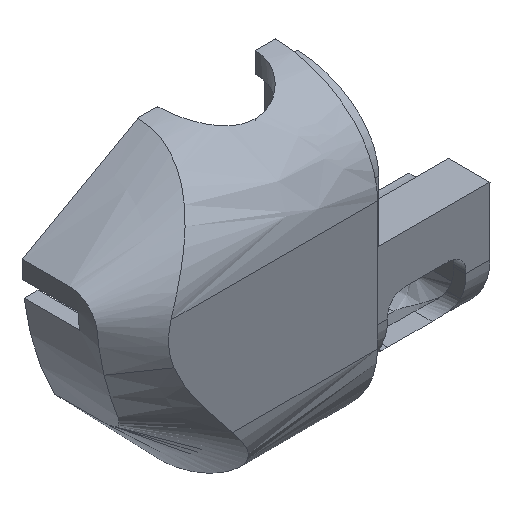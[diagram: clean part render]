
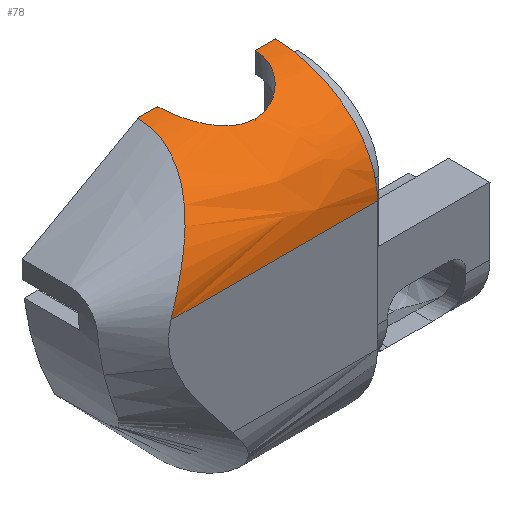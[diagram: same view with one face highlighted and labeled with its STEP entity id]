
A CAD part, isometric view. The second image highlights one B-rep face of the part: STEP entity #78.
In plain terms, the highlighted free-form (B-spline) face has degree [2, 1] with [3, 2] control points.
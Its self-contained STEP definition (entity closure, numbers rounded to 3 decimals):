
#78=ADVANCED_FACE('',(#159),#1368,.T.);
#159=FACE_OUTER_BOUND('',#240,.T.);
#240=EDGE_LOOP('',(#533,#534,#535,#536,#537,#538,#539));
#533=ORIENTED_EDGE('',*,*,#863,.T.);
#534=ORIENTED_EDGE('',*,*,#862,.T.);
#535=ORIENTED_EDGE('',*,*,#746,.T.);
#536=ORIENTED_EDGE('',*,*,#794,.T.);
#537=ORIENTED_EDGE('',*,*,#777,.F.);
#538=ORIENTED_EDGE('',*,*,#773,.F.);
#539=ORIENTED_EDGE('',*,*,#876,.T.);
#746=EDGE_CURVE('',#1210,#1209,#1026,.T.);
#773=EDGE_CURVE('',#1239,#1240,#963,.T.);
#777=EDGE_CURVE('',#1240,#1241,#967,.T.);
#794=EDGE_CURVE('',#1209,#1241,#1064,.T.);
#862=EDGE_CURVE('',#1296,#1210,#1109,.T.);
#863=EDGE_CURVE('',#1297,#1296,#1110,.T.);
#876=EDGE_CURVE('',#1239,#1297,#1121,.T.);
#963=(
BOUNDED_CURVE()
B_SPLINE_CURVE(2,(#4766,#4767,#4768),.UNSPECIFIED.,.F.,.F.)
B_SPLINE_CURVE_WITH_KNOTS((3,3),(111.278,127.771),
 .UNSPECIFIED.)
CURVE()
GEOMETRIC_REPRESENTATION_ITEM()
RATIONAL_B_SPLINE_CURVE((1.,0.707,1.))
REPRESENTATION_ITEM('')
);
#967=(
BOUNDED_CURVE()
B_SPLINE_CURVE(1,(#4779,#4780),.UNSPECIFIED.,.F.,.F.)
B_SPLINE_CURVE_WITH_KNOTS((2,2),(0.,10.27),.UNSPECIFIED.)
CURVE()
GEOMETRIC_REPRESENTATION_ITEM()
RATIONAL_B_SPLINE_CURVE((1.,1.))
REPRESENTATION_ITEM('')
);
#1026=B_SPLINE_CURVE_WITH_KNOTS('',1,(#4697,#4698),.UNSPECIFIED.,.F.,.F.,
(2,2),(-30.463,-28.213),.UNSPECIFIED.);
#1064=B_SPLINE_CURVE_WITH_KNOTS('',3,(#4856,#4857,#4858,#4859,#4860,#4861,
#4862,#4863,#4864,#4865,#4866,#4867,#4868,#4869,#4870,#4871,#4872,#4873,
#4874,#4875,#4876,#4877,#4878,#4879,#4880,#4881,#4882,#4883),
 .UNSPECIFIED.,.F.,.F.,(4,1,1,1,1,1,1,1,1,1,1,1,1,1,1,1,1,1,1,1,1,1,1,1,
1,4),(18.674,19.48,20.286,21.092,
21.898,22.704,23.509,24.315,25.121,
25.927,26.329,26.73,27.132,27.533,
27.935,28.336,28.738,29.139,29.541,
29.942,30.343,30.745,31.146,31.548,
31.949,32.271),.UNSPECIFIED.);
#1109=B_SPLINE_CURVE_WITH_KNOTS('',3,(#5424,#5425,#5426,#5427,#5428,#5429,
#5430,#5431,#5432,#5433,#5434),.UNSPECIFIED.,.F.,.F.,(4,2,3,2,4),(0.,2.188,
4.364,6.539,8.723),.UNSPECIFIED.);
#1110=B_SPLINE_CURVE_WITH_KNOTS('',3,(#5435,#5436,#5437,#5438,#5439,#5440,
#5441,#5442,#5443,#5444,#5445),.UNSPECIFIED.,.F.,.F.,(4,2,3,2,4),(0.,
2.183,4.358,6.534,8.723),
 .UNSPECIFIED.);
#1121=B_SPLINE_CURVE_WITH_KNOTS('',1,(#5538,#5539),.UNSPECIFIED.,.F.,.F.,
(2,2),(-2.45,-0.2),.UNSPECIFIED.);
#1209=VERTEX_POINT('',#4540);
#1210=VERTEX_POINT('',#4541);
#1239=VERTEX_POINT('',#4570);
#1240=VERTEX_POINT('',#4571);
#1241=VERTEX_POINT('',#4572);
#1296=VERTEX_POINT('',#4627);
#1297=VERTEX_POINT('',#4628);
#1368=(
BOUNDED_SURFACE()
B_SPLINE_SURFACE(2,1,((#2907,#2908),(#2909,#2910),(#2911,#2912)),
 .UNSPECIFIED.,.F.,.F.,.F.)
B_SPLINE_SURFACE_WITH_KNOTS((3,3),(2,2),(189.568,206.062),
(0.,32.252),.UNSPECIFIED.)
GEOMETRIC_REPRESENTATION_ITEM()
RATIONAL_B_SPLINE_SURFACE(((1.,1.),(0.707,
0.707),(1.,1.)))
REPRESENTATION_ITEM('')
SURFACE()
);
#2907=CARTESIAN_POINT('',(-2.984,-11.5,1.051));
#2908=CARTESIAN_POINT('',(-75.799,-11.5,1.051));
#2909=CARTESIAN_POINT('',(-2.984,-11.5,11.05));
#2910=CARTESIAN_POINT('',(-75.799,-11.5,11.05));
#2911=CARTESIAN_POINT('',(-2.984,0.,11.05));
#2912=CARTESIAN_POINT('',(-75.799,0.,11.05));
#4540=CARTESIAN_POINT('',(-18.383,0.,11.05));
#4541=CARTESIAN_POINT('',(-16.134,0.,11.05));
#4570=CARTESIAN_POINT('',(-2.984,0.,11.05));
#4571=CARTESIAN_POINT('',(-2.984,-11.5,1.051));
#4572=CARTESIAN_POINT('',(-26.17,-11.5,1.051));
#4627=CARTESIAN_POINT('',(-10.684,-5.45,9.856));
#4628=CARTESIAN_POINT('',(-5.234,0.,11.05));
#4697=CARTESIAN_POINT('',(-16.134,0.,11.05));
#4698=CARTESIAN_POINT('',(-18.383,0.,11.05));
#4766=CARTESIAN_POINT('',(-2.984,0.,11.05));
#4767=CARTESIAN_POINT('',(-2.984,-11.5,11.05));
#4768=CARTESIAN_POINT('',(-2.984,-11.5,1.051));
#4779=CARTESIAN_POINT('',(-2.984,-11.5,1.051));
#4780=CARTESIAN_POINT('',(-26.17,-11.5,1.051));
#4856=CARTESIAN_POINT('',(-18.383,0.,11.05));
#4857=CARTESIAN_POINT('',(-18.383,-0.35,11.05));
#4858=CARTESIAN_POINT('',(-18.412,-1.05,11.023));
#4859=CARTESIAN_POINT('',(-18.541,-2.085,10.899));
#4860=CARTESIAN_POINT('',(-18.75,-3.095,10.696));
#4861=CARTESIAN_POINT('',(-19.034,-4.068,10.418));
#4862=CARTESIAN_POINT('',(-19.386,-4.996,10.072));
#4863=CARTESIAN_POINT('',(-19.798,-5.873,9.663));
#4864=CARTESIAN_POINT('',(-20.258,-6.69,9.2));
#4865=CARTESIAN_POINT('',(-20.774,-7.464,8.672));
#4866=CARTESIAN_POINT('',(-21.191,-8.01,8.237));
#4867=CARTESIAN_POINT('',(-21.631,-8.525,7.769));
#4868=CARTESIAN_POINT('',(-21.956,-8.874,7.417));
#4869=CARTESIAN_POINT('',(-22.29,-9.208,7.048));
#4870=CARTESIAN_POINT('',(-22.628,-9.52,6.667));
#4871=CARTESIAN_POINT('',(-22.97,-9.813,6.273));
#4872=CARTESIAN_POINT('',(-23.312,-10.085,5.865));
#4873=CARTESIAN_POINT('',(-23.654,-10.336,5.444));
#4874=CARTESIAN_POINT('',(-23.994,-10.566,5.009));
#4875=CARTESIAN_POINT('',(-24.328,-10.775,4.559));
#4876=CARTESIAN_POINT('',(-24.655,-10.96,4.094));
#4877=CARTESIAN_POINT('',(-24.971,-11.122,3.612));
#4878=CARTESIAN_POINT('',(-25.271,-11.259,3.114));
#4879=CARTESIAN_POINT('',(-25.552,-11.368,2.597));
#4880=CARTESIAN_POINT('',(-25.807,-11.449,2.062));
#4881=CARTESIAN_POINT('',(-26.014,-11.492,1.544));
#4882=CARTESIAN_POINT('',(-26.125,-11.499,1.204));
#4883=CARTESIAN_POINT('',(-26.17,-11.5,1.051));
#5424=CARTESIAN_POINT('',(-10.684,-5.45,9.856));
#5425=CARTESIAN_POINT('',(-11.412,-5.45,9.856));
#5426=CARTESIAN_POINT('',(-12.124,-5.305,9.927));
#5427=CARTESIAN_POINT('',(-13.444,-4.753,10.16));
#5428=CARTESIAN_POINT('',(-14.039,-4.353,10.318));
#5429=CARTESIAN_POINT('',(-14.538,-3.854,10.472));
#5430=CARTESIAN_POINT('',(-15.037,-3.355,10.626));
#5431=CARTESIAN_POINT('',(-15.437,-2.761,10.775));
#5432=CARTESIAN_POINT('',(-15.989,-1.439,10.989));
#5433=CARTESIAN_POINT('',(-16.134,-0.726,11.05));
#5434=CARTESIAN_POINT('',(-16.134,0.,11.05));
#5435=CARTESIAN_POINT('',(-5.234,0.,11.05));
#5436=CARTESIAN_POINT('',(-5.234,-0.726,11.05));
#5437=CARTESIAN_POINT('',(-5.378,-1.439,10.989));
#5438=CARTESIAN_POINT('',(-5.931,-2.761,10.775));
#5439=CARTESIAN_POINT('',(-6.331,-3.355,10.626));
#5440=CARTESIAN_POINT('',(-6.83,-3.854,10.472));
#5441=CARTESIAN_POINT('',(-7.329,-4.353,10.318));
#5442=CARTESIAN_POINT('',(-7.923,-4.753,10.16));
#5443=CARTESIAN_POINT('',(-9.244,-5.305,9.927));
#5444=CARTESIAN_POINT('',(-9.956,-5.45,9.856));
#5445=CARTESIAN_POINT('',(-10.684,-5.45,9.856));
#5538=CARTESIAN_POINT('',(-2.984,0.,11.05));
#5539=CARTESIAN_POINT('',(-5.234,0.,11.05));
